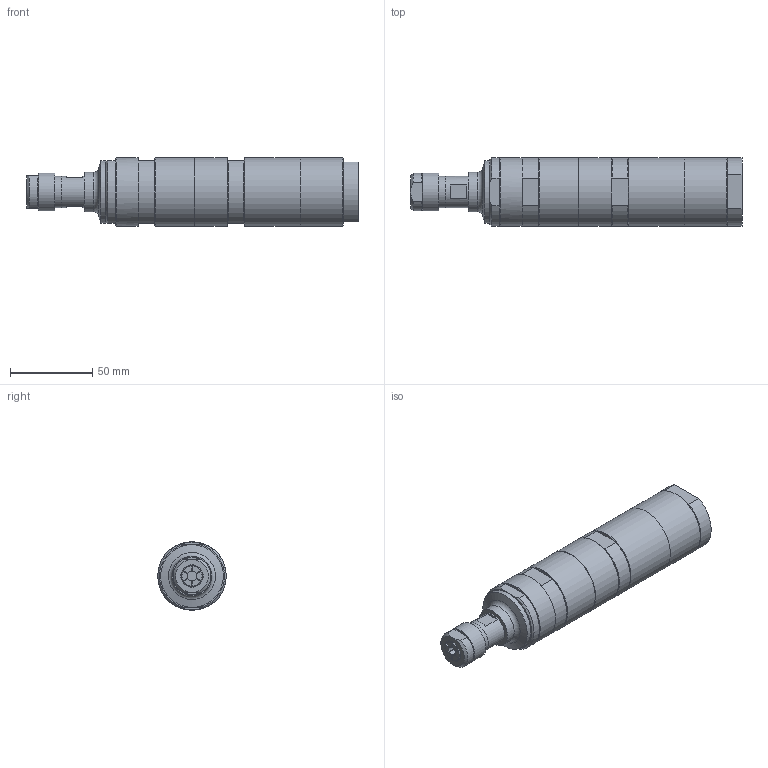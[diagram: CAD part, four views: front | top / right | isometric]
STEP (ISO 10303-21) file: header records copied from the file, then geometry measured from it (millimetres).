
FILE_DESCRIPTION(/* description */ (''),/* implementation_level */ '2;1');
FILE_NAME(/* name */ 'EBM 1200 SL_60017807.stp',/* time_stamp */ '2019-01-09T14:12:03+01:00',/* author */ ('flambert'),/* organization */ (''),/* preprocessor_version */ 'ST-DEVELOPER v17',/* originating_system */ 'Autodesk Inventor 2018',/* authorisation */ '');
FILE_SCHEMA (('AUTOMOTIVE_DESIGN { 1 0 10303 214 3 1 1 }'));
Length unit declared in the file: millimetre
Products named in the file (1): EBM 1200 SL_60017807
Bounding box: 201.27 x 41.5 x 41.5 mm (x, y, z)
Volume: 219397.9 mm3; surface area: 33309.8 mm2
Topology: 1 solids, 3 shells, 320 faces, 923 edges, 593 vertices
Faces by surface type: plane 180, cone 70, cylinder 62, bspline 7, torus 1
Full cylindrical faces by diameter (mm): 4 x1, 6 x1, 10.5 x1, 11.445 x3, 13.2 x1, 17.917 x1, 18.98 x1, 19 x2, 23 x1, 24 x1, 33.635 x1, 36 x1, 38 x1, 41.5 x5
Entity records: 10974 total; most frequent: CARTESIAN_POINT 2385, ORIENTED_EDGE 1844, DIRECTION 1691, EDGE_CURVE 922, AXIS2_PLACEMENT_3D 639, VERTEX_POINT 593, LINE 413, VECTOR 413
